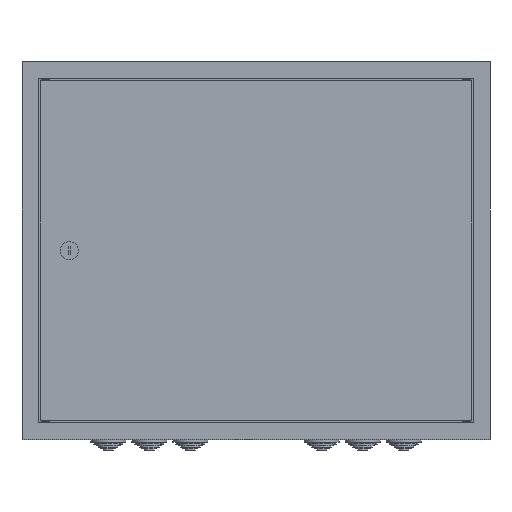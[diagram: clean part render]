
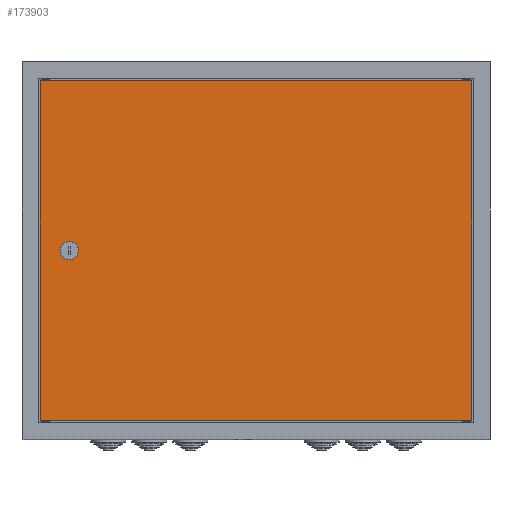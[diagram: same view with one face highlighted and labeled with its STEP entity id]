
A CAD part, top view. The second image highlights one B-rep face of the part: STEP entity #173903.
In plain terms, the highlighted planar face has unit normal (0, 0, 1).
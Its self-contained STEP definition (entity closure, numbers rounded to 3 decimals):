
#5118 = CARTESIAN_POINT ( 'NONE',  ( 0., 0., 138.2 ) ) ;
#5408 = VECTOR ( 'NONE', #64495, 1000. ) ;
#17889 = PLANE ( 'NONE',  #178969 ) ;
#20643 = CARTESIAN_POINT ( 'NONE',  ( 262.5, 207., 138.2 ) ) ;
#21356 = VERTEX_POINT ( 'NONE', #185260 ) ;
#29617 = EDGE_CURVE ( 'NONE', #21356, #193763, #161795, .T. ) ;
#30255 = DIRECTION ( 'NONE',  ( 1., 0., 0. ) ) ;
#33839 = LINE ( 'NONE', #80859, #49031 ) ;
#36366 = DIRECTION ( 'NONE',  ( -1., 0., 0. ) ) ;
#41752 = ORIENTED_EDGE ( 'NONE', *, *, #76953, .T. ) ;
#42063 = DIRECTION ( 'NONE',  ( 0., 0., -1. ) ) ;
#47508 = VERTEX_POINT ( 'NONE', #180042 ) ;
#49031 = VECTOR ( 'NONE', #65266, 1000. ) ;
#51235 = CARTESIAN_POINT ( 'NONE',  ( -216.5, 0., 138.2 ) ) ;
#54645 = EDGE_CURVE ( 'NONE', #47508, #127912, #66627, .T. ) ;
#57838 = DIRECTION ( 'NONE',  ( 1., 0., 0. ) ) ;
#63543 = CARTESIAN_POINT ( 'NONE',  ( -227.5, 0., 138.2 ) ) ;
#64211 = VECTOR ( 'NONE', #142971, 1000. ) ;
#64495 = DIRECTION ( 'NONE',  ( 1., 0., 0. ) ) ;
#65266 = DIRECTION ( 'NONE',  ( 0., -1., 0. ) ) ;
#66627 = LINE ( 'NONE', #158704, #64211 ) ;
#76284 = DIRECTION ( 'NONE',  ( 0., 0., -1. ) ) ;
#76953 = EDGE_CURVE ( 'NONE', #193763, #21356, #86422, .T. ) ;
#77311 = EDGE_CURVE ( 'NONE', #86756, #185614, #33839, .T. ) ;
#80859 = CARTESIAN_POINT ( 'NONE',  ( 262.5, 0., 138.2 ) ) ;
#86103 = ORIENTED_EDGE ( 'NONE', *, *, #131762, .F. ) ;
#86422 = CIRCLE ( 'NONE', #139482, 11. ) ;
#86756 = VERTEX_POINT ( 'NONE', #20643 ) ;
#91330 = EDGE_LOOP ( 'NONE', ( #41752, #97119 ) ) ;
#94273 = DIRECTION ( 'NONE',  ( 0., 0., -1. ) ) ;
#97119 = ORIENTED_EDGE ( 'NONE', *, *, #29617, .T. ) ;
#100679 = CARTESIAN_POINT ( 'NONE',  ( -262.5, -207., 138.2 ) ) ;
#104729 = LINE ( 'NONE', #164596, #132983 ) ;
#119277 = LINE ( 'NONE', #127013, #5408 ) ;
#120380 = ORIENTED_EDGE ( 'NONE', *, *, #127736, .T. ) ;
#127013 = CARTESIAN_POINT ( 'NONE',  ( 0., 207., 138.2 ) ) ;
#127736 = EDGE_CURVE ( 'NONE', #127912, #185614, #104729, .T. ) ;
#127912 = VERTEX_POINT ( 'NONE', #100679 ) ;
#130341 = AXIS2_PLACEMENT_3D ( 'NONE', #191939, #42063, #57838 ) ;
#131762 = EDGE_CURVE ( 'NONE', #47508, #86756, #119277, .T. ) ;
#132983 = VECTOR ( 'NONE', #30255, 1000. ) ;
#139482 = AXIS2_PLACEMENT_3D ( 'NONE', #63543, #76284, #166466 ) ;
#142971 = DIRECTION ( 'NONE',  ( 0., -1., 0. ) ) ;
#153100 = CARTESIAN_POINT ( 'NONE',  ( 262.5, -207., 138.2 ) ) ;
#153158 = FACE_OUTER_BOUND ( 'NONE', #179680, .T. ) ;
#158704 = CARTESIAN_POINT ( 'NONE',  ( -262.5, 1519.5, 138.2 ) ) ;
#161795 = CIRCLE ( 'NONE', #130341, 11. ) ;
#164596 = CARTESIAN_POINT ( 'NONE',  ( 0., -207., 138.2 ) ) ;
#166466 = DIRECTION ( 'NONE',  ( 1., 0., 0. ) ) ;
#173903 = ADVANCED_FACE ( 'NONE', ( #180570, #153158 ), #17889, .F. ) ;
#178969 = AXIS2_PLACEMENT_3D ( 'NONE', #5118, #94273, #36366 ) ;
#179680 = EDGE_LOOP ( 'NONE', ( #120380, #180840, #86103, #186738 ) ) ;
#180042 = CARTESIAN_POINT ( 'NONE',  ( -262.5, 207., 138.2 ) ) ;
#180570 = FACE_BOUND ( 'NONE', #91330, .T. ) ;
#180840 = ORIENTED_EDGE ( 'NONE', *, *, #77311, .F. ) ;
#185260 = CARTESIAN_POINT ( 'NONE',  ( -238.5, 0., 138.2 ) ) ;
#185614 = VERTEX_POINT ( 'NONE', #153100 ) ;
#186738 = ORIENTED_EDGE ( 'NONE', *, *, #54645, .T. ) ;
#191939 = CARTESIAN_POINT ( 'NONE',  ( -227.5, 0., 138.2 ) ) ;
#193763 = VERTEX_POINT ( 'NONE', #51235 ) ;
